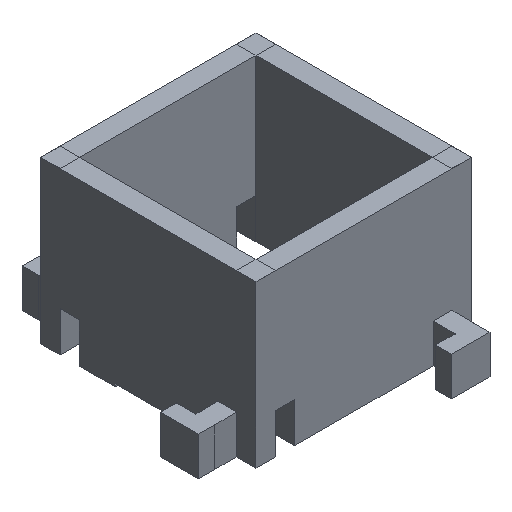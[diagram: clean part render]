
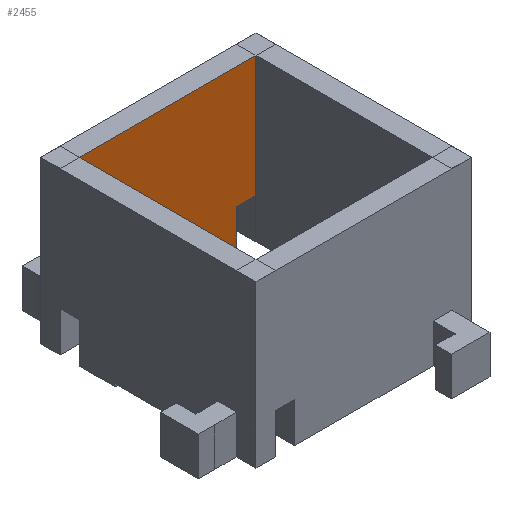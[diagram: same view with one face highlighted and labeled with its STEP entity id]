
A CAD part, isometric view. The second image highlights one B-rep face of the part: STEP entity #2455.
In plain terms, the highlighted planar face has unit normal (0, -1, 0).
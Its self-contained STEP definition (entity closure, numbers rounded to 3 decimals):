
#22 = VERTEX_POINT('',#23);
#23 = CARTESIAN_POINT('',(13.667,13.667,0.));
#148 = PLANE('',#149);
#149 = AXIS2_PLACEMENT_3D('',#150,#151,#152);
#150 = CARTESIAN_POINT('',(13.667,16.667,0.));
#151 = DIRECTION('',(1.,0.,0.));
#152 = DIRECTION('',(0.,-1.,0.));
#312 = PLANE('',#313);
#313 = AXIS2_PLACEMENT_3D('',#314,#315,#316);
#314 = CARTESIAN_POINT('',(13.667,-16.667,0.));
#315 = DIRECTION('',(-1.,0.,0.));
#316 = DIRECTION('',(0.,1.,0.));
#346 = PLANE('',#347);
#347 = AXIS2_PLACEMENT_3D('',#348,#349,#350);
#348 = CARTESIAN_POINT('',(0.,15.167,0.));
#349 = DIRECTION('',(0.,-0.,-1.));
#350 = DIRECTION('',(0.,-1.,0.));
#402 = PLANE('',#403);
#403 = AXIS2_PLACEMENT_3D('',#404,#405,#406);
#404 = CARTESIAN_POINT('',(0.,15.167,25.));
#405 = DIRECTION('',(0.,-0.,-1.));
#406 = DIRECTION('',(0.,-1.,0.));
#475 = PLANE('',#476);
#476 = AXIS2_PLACEMENT_3D('',#477,#478,#479);
#477 = CARTESIAN_POINT('',(12.167,15.167,6.2));
#478 = DIRECTION('',(0.,-0.,-1.));
#479 = DIRECTION('',(0.,-1.,0.));
#503 = PLANE('',#504);
#504 = AXIS2_PLACEMENT_3D('',#505,#506,#507);
#505 = CARTESIAN_POINT('',(10.667,13.667,0.));
#506 = DIRECTION('',(-1.,0.,0.));
#507 = DIRECTION('',(0.,1.,0.));
#625 = VERTEX_POINT('',#626);
#626 = CARTESIAN_POINT('',(13.667,13.667,6.2));
#647 = EDGE_CURVE('',#22,#625,#648,.T.);
#648 = SURFACE_CURVE('',#649,(#653,#660),.PCURVE_S1.);
#649 = LINE('',#650,#651);
#650 = CARTESIAN_POINT('',(13.667,13.667,0.));
#651 = VECTOR('',#652,1.);
#652 = DIRECTION('',(0.,0.,1.));
#653 = PCURVE('',#148,#654);
#654 = DEFINITIONAL_REPRESENTATION('',(#655),#659);
#655 = LINE('',#656,#657);
#656 = CARTESIAN_POINT('',(3.,0.));
#657 = VECTOR('',#658,1.);
#658 = DIRECTION('',(0.,-1.));
#659 = ( GEOMETRIC_REPRESENTATION_CONTEXT(2) 
PARAMETRIC_REPRESENTATION_CONTEXT() REPRESENTATION_CONTEXT('2D SPACE',''
  ) );
#660 = PCURVE('',#661,#666);
#661 = PLANE('',#662);
#662 = AXIS2_PLACEMENT_3D('',#663,#664,#665);
#663 = CARTESIAN_POINT('',(16.667,13.667,0.));
#664 = DIRECTION('',(0.,-1.,0.));
#665 = DIRECTION('',(-1.,0.,0.));
#666 = DEFINITIONAL_REPRESENTATION('',(#667),#671);
#667 = LINE('',#668,#669);
#668 = CARTESIAN_POINT('',(3.,0.));
#669 = VECTOR('',#670,1.);
#670 = DIRECTION('',(0.,-1.));
#671 = ( GEOMETRIC_REPRESENTATION_CONTEXT(2) 
PARAMETRIC_REPRESENTATION_CONTEXT() REPRESENTATION_CONTEXT('2D SPACE',''
  ) );
#736 = VERTEX_POINT('',#737);
#737 = CARTESIAN_POINT('',(13.667,13.667,25.));
#763 = EDGE_CURVE('',#22,#736,#764,.T.);
#764 = SURFACE_CURVE('',#765,(#769,#776),.PCURVE_S1.);
#765 = LINE('',#766,#767);
#766 = CARTESIAN_POINT('',(13.667,13.667,0.));
#767 = VECTOR('',#768,1.);
#768 = DIRECTION('',(0.,0.,1.));
#769 = PCURVE('',#312,#770);
#770 = DEFINITIONAL_REPRESENTATION('',(#771),#775);
#771 = LINE('',#772,#773);
#772 = CARTESIAN_POINT('',(30.333,0.));
#773 = VECTOR('',#774,1.);
#774 = DIRECTION('',(0.,-1.));
#775 = ( GEOMETRIC_REPRESENTATION_CONTEXT(2) 
PARAMETRIC_REPRESENTATION_CONTEXT() REPRESENTATION_CONTEXT('2D SPACE',''
  ) );
#776 = PCURVE('',#661,#777);
#777 = DEFINITIONAL_REPRESENTATION('',(#778),#782);
#778 = LINE('',#779,#780);
#779 = CARTESIAN_POINT('',(3.,0.));
#780 = VECTOR('',#781,1.);
#781 = DIRECTION('',(0.,-1.));
#782 = ( GEOMETRIC_REPRESENTATION_CONTEXT(2) 
PARAMETRIC_REPRESENTATION_CONTEXT() REPRESENTATION_CONTEXT('2D SPACE',''
  ) );
#1463 = VERTEX_POINT('',#1464);
#1464 = CARTESIAN_POINT('',(10.667,13.667,0.));
#1485 = EDGE_CURVE('',#1463,#1486,#1488,.T.);
#1486 = VERTEX_POINT('',#1487);
#1487 = CARTESIAN_POINT('',(-13.667,13.667,0.));
#1488 = SURFACE_CURVE('',#1489,(#1493,#1500),.PCURVE_S1.);
#1489 = LINE('',#1490,#1491);
#1490 = CARTESIAN_POINT('',(16.667,13.667,0.));
#1491 = VECTOR('',#1492,1.);
#1492 = DIRECTION('',(-1.,0.,0.));
#1493 = PCURVE('',#346,#1494);
#1494 = DEFINITIONAL_REPRESENTATION('',(#1495),#1499);
#1495 = LINE('',#1496,#1497);
#1496 = CARTESIAN_POINT('',(1.5,-16.667));
#1497 = VECTOR('',#1498,1.);
#1498 = DIRECTION('',(0.,1.));
#1499 = ( GEOMETRIC_REPRESENTATION_CONTEXT(2) 
PARAMETRIC_REPRESENTATION_CONTEXT() REPRESENTATION_CONTEXT('2D SPACE',''
  ) );
#1500 = PCURVE('',#661,#1501);
#1501 = DEFINITIONAL_REPRESENTATION('',(#1502),#1506);
#1502 = LINE('',#1503,#1504);
#1503 = CARTESIAN_POINT('',(0.,0.));
#1504 = VECTOR('',#1505,1.);
#1505 = DIRECTION('',(1.,0.));
#1506 = ( GEOMETRIC_REPRESENTATION_CONTEXT(2) 
PARAMETRIC_REPRESENTATION_CONTEXT() REPRESENTATION_CONTEXT('2D SPACE',''
  ) );
#1846 = EDGE_CURVE('',#1463,#1847,#1849,.T.);
#1847 = VERTEX_POINT('',#1848);
#1848 = CARTESIAN_POINT('',(10.667,13.667,6.2));
#1849 = SURFACE_CURVE('',#1850,(#1854,#1861),.PCURVE_S1.);
#1850 = LINE('',#1851,#1852);
#1851 = CARTESIAN_POINT('',(10.667,13.667,0.));
#1852 = VECTOR('',#1853,1.);
#1853 = DIRECTION('',(0.,0.,1.));
#1854 = PCURVE('',#503,#1855);
#1855 = DEFINITIONAL_REPRESENTATION('',(#1856),#1860);
#1856 = LINE('',#1857,#1858);
#1857 = CARTESIAN_POINT('',(0.,0.));
#1858 = VECTOR('',#1859,1.);
#1859 = DIRECTION('',(0.,-1.));
#1860 = ( GEOMETRIC_REPRESENTATION_CONTEXT(2) 
PARAMETRIC_REPRESENTATION_CONTEXT() REPRESENTATION_CONTEXT('2D SPACE',''
  ) );
#1861 = PCURVE('',#661,#1862);
#1862 = DEFINITIONAL_REPRESENTATION('',(#1863),#1867);
#1863 = LINE('',#1864,#1865);
#1864 = CARTESIAN_POINT('',(6.,0.));
#1865 = VECTOR('',#1866,1.);
#1866 = DIRECTION('',(0.,-1.));
#1867 = ( GEOMETRIC_REPRESENTATION_CONTEXT(2) 
PARAMETRIC_REPRESENTATION_CONTEXT() REPRESENTATION_CONTEXT('2D SPACE',''
  ) );
#1898 = EDGE_CURVE('',#625,#1847,#1899,.T.);
#1899 = SURFACE_CURVE('',#1900,(#1904,#1911),.PCURVE_S1.);
#1900 = LINE('',#1901,#1902);
#1901 = CARTESIAN_POINT('',(13.667,13.667,6.2));
#1902 = VECTOR('',#1903,1.);
#1903 = DIRECTION('',(-1.,0.,0.));
#1904 = PCURVE('',#475,#1905);
#1905 = DEFINITIONAL_REPRESENTATION('',(#1906),#1910);
#1906 = LINE('',#1907,#1908);
#1907 = CARTESIAN_POINT('',(1.5,-1.5));
#1908 = VECTOR('',#1909,1.);
#1909 = DIRECTION('',(0.,1.));
#1910 = ( GEOMETRIC_REPRESENTATION_CONTEXT(2) 
PARAMETRIC_REPRESENTATION_CONTEXT() REPRESENTATION_CONTEXT('2D SPACE',''
  ) );
#1911 = PCURVE('',#661,#1912);
#1912 = DEFINITIONAL_REPRESENTATION('',(#1913),#1917);
#1913 = LINE('',#1914,#1915);
#1914 = CARTESIAN_POINT('',(3.,-6.2));
#1915 = VECTOR('',#1916,1.);
#1916 = DIRECTION('',(1.,0.));
#1917 = ( GEOMETRIC_REPRESENTATION_CONTEXT(2) 
PARAMETRIC_REPRESENTATION_CONTEXT() REPRESENTATION_CONTEXT('2D SPACE',''
  ) );
#1950 = EDGE_CURVE('',#736,#1951,#1953,.T.);
#1951 = VERTEX_POINT('',#1952);
#1952 = CARTESIAN_POINT('',(-13.667,13.667,25.));
#1953 = SURFACE_CURVE('',#1954,(#1958,#1965),.PCURVE_S1.);
#1954 = LINE('',#1955,#1956);
#1955 = CARTESIAN_POINT('',(16.667,13.667,25.));
#1956 = VECTOR('',#1957,1.);
#1957 = DIRECTION('',(-1.,0.,0.));
#1958 = PCURVE('',#402,#1959);
#1959 = DEFINITIONAL_REPRESENTATION('',(#1960),#1964);
#1960 = LINE('',#1961,#1962);
#1961 = CARTESIAN_POINT('',(1.5,-16.667));
#1962 = VECTOR('',#1963,1.);
#1963 = DIRECTION('',(0.,1.));
#1964 = ( GEOMETRIC_REPRESENTATION_CONTEXT(2) 
PARAMETRIC_REPRESENTATION_CONTEXT() REPRESENTATION_CONTEXT('2D SPACE',''
  ) );
#1965 = PCURVE('',#661,#1966);
#1966 = DEFINITIONAL_REPRESENTATION('',(#1967),#1971);
#1967 = LINE('',#1968,#1969);
#1968 = CARTESIAN_POINT('',(0.,-25.));
#1969 = VECTOR('',#1970,1.);
#1970 = DIRECTION('',(1.,0.));
#1971 = ( GEOMETRIC_REPRESENTATION_CONTEXT(2) 
PARAMETRIC_REPRESENTATION_CONTEXT() REPRESENTATION_CONTEXT('2D SPACE',''
  ) );
#2455 = ADVANCED_FACE('',(#2456),#661,.T.);
#2456 = FACE_BOUND('',#2457,.T.);
#2457 = EDGE_LOOP('',(#2458,#2459,#2460,#2461,#2487,#2488,#2489));
#2458 = ORIENTED_EDGE('',*,*,#647,.F.);
#2459 = ORIENTED_EDGE('',*,*,#763,.T.);
#2460 = ORIENTED_EDGE('',*,*,#1950,.T.);
#2461 = ORIENTED_EDGE('',*,*,#2462,.F.);
#2462 = EDGE_CURVE('',#1486,#1951,#2463,.T.);
#2463 = SURFACE_CURVE('',#2464,(#2468,#2475),.PCURVE_S1.);
#2464 = LINE('',#2465,#2466);
#2465 = CARTESIAN_POINT('',(-13.667,13.667,0.));
#2466 = VECTOR('',#2467,1.);
#2467 = DIRECTION('',(0.,0.,1.));
#2468 = PCURVE('',#661,#2469);
#2469 = DEFINITIONAL_REPRESENTATION('',(#2470),#2474);
#2470 = LINE('',#2471,#2472);
#2471 = CARTESIAN_POINT('',(30.333,0.));
#2472 = VECTOR('',#2473,1.);
#2473 = DIRECTION('',(0.,-1.));
#2474 = ( GEOMETRIC_REPRESENTATION_CONTEXT(2) 
PARAMETRIC_REPRESENTATION_CONTEXT() REPRESENTATION_CONTEXT('2D SPACE',''
  ) );
#2475 = PCURVE('',#2476,#2481);
#2476 = PLANE('',#2477);
#2477 = AXIS2_PLACEMENT_3D('',#2478,#2479,#2480);
#2478 = CARTESIAN_POINT('',(-13.667,16.667,0.));
#2479 = DIRECTION('',(1.,0.,0.));
#2480 = DIRECTION('',(0.,-1.,0.));
#2481 = DEFINITIONAL_REPRESENTATION('',(#2482),#2486);
#2482 = LINE('',#2483,#2484);
#2483 = CARTESIAN_POINT('',(3.,0.));
#2484 = VECTOR('',#2485,1.);
#2485 = DIRECTION('',(0.,-1.));
#2486 = ( GEOMETRIC_REPRESENTATION_CONTEXT(2) 
PARAMETRIC_REPRESENTATION_CONTEXT() REPRESENTATION_CONTEXT('2D SPACE',''
  ) );
#2487 = ORIENTED_EDGE('',*,*,#1485,.F.);
#2488 = ORIENTED_EDGE('',*,*,#1846,.T.);
#2489 = ORIENTED_EDGE('',*,*,#1898,.F.);
